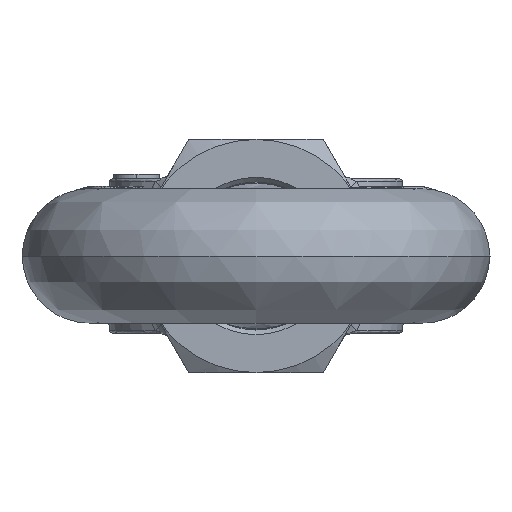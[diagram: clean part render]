
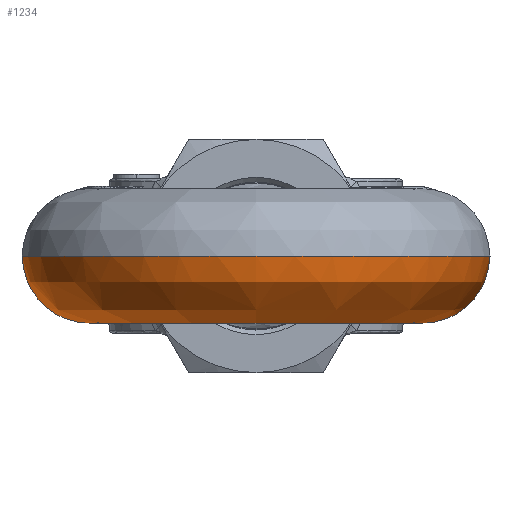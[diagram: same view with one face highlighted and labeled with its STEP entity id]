
A CAD part, left-side view. The second image highlights one B-rep face of the part: STEP entity #1234.
In plain terms, the highlighted free-form (B-spline) face has degree [3, 3] with [4, 7] control points.
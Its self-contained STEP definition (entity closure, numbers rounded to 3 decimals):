
#1234=ADVANCED_FACE('NONE',(#2775),#2776,.T.);
#2775=FACE_OUTER_BOUND('',#72654,.T.);
#2776=(B_SPLINE_SURFACE(3,3,((#72656,#72657,#72658,#72659,#72660,#72661,#72662),(#72663,#72664,#72665,#72666,#72667,#72668,#72669),(#72670,#72671,#72672,#72673,#72674,#72675,#72676),(#72677,#72678,#72679,#72680,#72681,#72682,#72683)),.UNSPECIFIED.,.F.,.F.,.F.)B_SPLINE_SURFACE_WITH_KNOTS((4,4),(4,3,4),(0.0,1.0),(0.0,0.5,1.0),.UNSPECIFIED.)RATIONAL_B_SPLINE_SURFACE(((1.0,0.782,0.782,1.0,0.782,0.782,1.0),(0.333,0.261,0.261,0.333,0.261,0.261,0.333),(0.333,0.261,0.261,0.333,0.261,0.261,0.333),(1.0,0.782,0.782,1.0,0.782,0.782,1.0)))BOUNDED_SURFACE()REPRESENTATION_ITEM('')GEOMETRIC_REPRESENTATION_ITEM()SURFACE());
#72654=EDGE_LOOP('',(#79957,#79958,#79959,#79960));
#72656=CARTESIAN_POINT('',(-262.851,80.156,0.0));
#72657=CARTESIAN_POINT('',(-313.323,84.835,0.0));
#72658=CARTESIAN_POINT('',(-350.782,50.688,0.0));
#72659=CARTESIAN_POINT('',(-350.782,0.,0.0));
#72660=CARTESIAN_POINT('',(-350.782,-50.688,0.0));
#72661=CARTESIAN_POINT('',(-313.323,-84.835,0.0));
#72662=CARTESIAN_POINT('',(-262.851,-80.156,0.0));
#72663=CARTESIAN_POINT('',(-262.851,80.156,-46.0));
#72664=CARTESIAN_POINT('',(-313.323,84.835,-46.0));
#72665=CARTESIAN_POINT('',(-350.782,50.688,-46.0));
#72666=CARTESIAN_POINT('',(-350.782,0.,-46.0));
#72667=CARTESIAN_POINT('',(-350.782,-50.688,-46.0));
#72668=CARTESIAN_POINT('',(-313.323,-84.835,-46.0));
#72669=CARTESIAN_POINT('',(-262.851,-80.156,-46.0));
#72670=CARTESIAN_POINT('',(-267.098,34.353,-46.0));
#72671=CARTESIAN_POINT('',(-288.728,36.358,-46.0));
#72672=CARTESIAN_POINT('',(-304.782,21.723,-46.0));
#72673=CARTESIAN_POINT('',(-304.782,0.,-46.0));
#72674=CARTESIAN_POINT('',(-304.782,-21.723,-46.0));
#72675=CARTESIAN_POINT('',(-288.728,-36.358,-46.0));
#72676=CARTESIAN_POINT('',(-267.098,-34.353,-46.0));
#72677=CARTESIAN_POINT('',(-267.098,34.353,0.));
#72678=CARTESIAN_POINT('',(-288.728,36.358,0.));
#72679=CARTESIAN_POINT('',(-304.782,21.723,0.));
#72680=CARTESIAN_POINT('',(-304.782,0.,0.));
#72681=CARTESIAN_POINT('',(-304.782,-21.723,0.));
#72682=CARTESIAN_POINT('',(-288.728,-36.358,0.));
#72683=CARTESIAN_POINT('',(-267.098,-34.353,0.));
#79957=ORIENTED_EDGE('',*,*,#83692,.F.);
#79958=ORIENTED_EDGE('',*,*,#83693,.T.);
#79959=ORIENTED_EDGE('',*,*,#83694,.F.);
#79960=ORIENTED_EDGE('',*,*,#83695,.F.);
#83692=EDGE_CURVE('NONE',#86159,#86158,#86369,.T.);
#83693=EDGE_CURVE('NONE',#86159,#86245,#86370,.T.);
#83694=EDGE_CURVE('NONE',#86247,#86245,#86371,.T.);
#83695=EDGE_CURVE('NONE',#86158,#86247,#86372,.T.);
#86158=VERTEX_POINT('NONE',#93833);
#86159=VERTEX_POINT('NONE',#93834);
#86245=VERTEX_POINT('NONE',#94151);
#86247=VERTEX_POINT('NONE',#94153);
#86369=CIRCLE('',#94772,23.0);
#86370=CIRCLE('',#94773,34.5);
#86371=CIRCLE('',#94774,23.0);
#86372=CIRCLE('',#94775,80.5);
#93833=CARTESIAN_POINT('',(-262.851,80.156,0.0));
#93834=CARTESIAN_POINT('',(-267.098,34.353,0.));
#94151=CARTESIAN_POINT('',(-267.098,-34.353,0.));
#94153=CARTESIAN_POINT('',(-262.851,-80.156,0.0));
#94772=AXIS2_PLACEMENT_3D('',#101995,#101996,#101997);
#94773=AXIS2_PLACEMENT_3D('',#101998,#101999,#102000);
#94774=AXIS2_PLACEMENT_3D('',#102001,#102002,#102003);
#94775=AXIS2_PLACEMENT_3D('',#102004,#102005,#102006);
#101995=CARTESIAN_POINT('',(-264.975,57.255,0.0));
#101996=DIRECTION('',(0.996,-0.092,0.0));
#101997=DIRECTION('',(0.092,0.996,0.0));
#101998=CARTESIAN_POINT('',(-270.282,0.,0.));
#101999=DIRECTION('',(0.0,0.0,1.0));
#102000=DIRECTION('',(1.0,0.0,0.0));
#102001=CARTESIAN_POINT('',(-264.975,-57.255,0.0));
#102002=DIRECTION('',(0.996,0.092,0.0));
#102003=DIRECTION('',(0.092,-0.996,0.0));
#102004=CARTESIAN_POINT('',(-270.282,0.,0.0));
#102005=DIRECTION('',(0.0,0.0,1.0));
#102006=DIRECTION('',(1.0,0.0,0.0));
